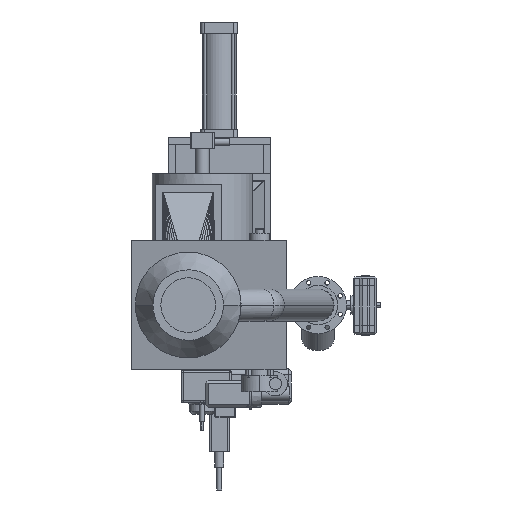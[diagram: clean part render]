
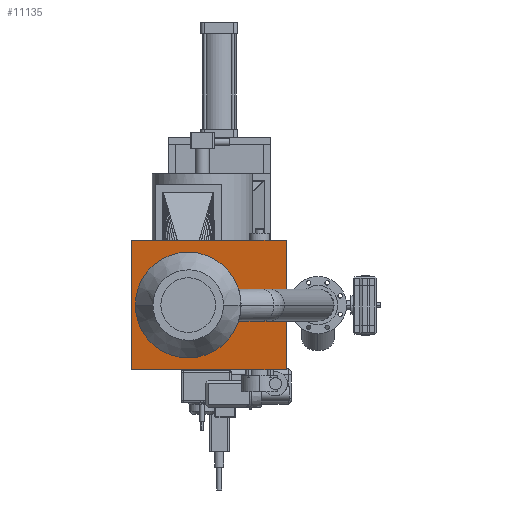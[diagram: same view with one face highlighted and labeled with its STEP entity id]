
A CAD part, front view. The second image highlights one B-rep face of the part: STEP entity #11135.
In plain terms, the highlighted planar face has unit normal (-0.204, -0.979, 0).
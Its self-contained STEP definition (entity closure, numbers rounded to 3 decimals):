
#400 = LINE ( 'NONE', #15477, #29688 ) ;
#555 =( BOUNDED_CURVE ( )  B_SPLINE_CURVE ( 3, ( #6826, #9830, #9976, #15628 ),
 .UNSPECIFIED., .F., .F. ) 
 B_SPLINE_CURVE_WITH_KNOTS ( ( 4, 4 ),
 ( 1.571, 4.712 ),
 .UNSPECIFIED. ) 
 CURVE ( )  GEOMETRIC_REPRESENTATION_ITEM ( )  RATIONAL_B_SPLINE_CURVE ( ( 1., 0.333, 0.333, 1. ) ) 
 REPRESENTATION_ITEM ( '' )  );
#831 = VERTEX_POINT ( 'NONE', #30026 ) ;
#3537 = CARTESIAN_POINT ( 'NONE',  ( 0., -148.283, 136.5 ) ) ;
#4927 = CARTESIAN_POINT ( 'NONE',  ( 0., -148.283, 136.5 ) ) ;
#5150 = FACE_OUTER_BOUND ( 'NONE', #33148, .T. ) ;
#5639 = CARTESIAN_POINT ( 'NONE',  ( 489., -250., 322.5 ) ) ;
#6177 = EDGE_CURVE ( 'NONE', #11564, #12500, #32902, .T. ) ;
#6826 = CARTESIAN_POINT ( 'NONE',  ( 0., -148.283, 136.5 ) ) ;
#8339 = ORIENTED_EDGE ( 'NONE', *, *, #11045, .F. ) ;
#8743 = DIRECTION ( 'NONE',  ( -0.979, 0.204, 0. ) ) ;
#9830 = CARTESIAN_POINT ( 'NONE',  ( 273., -205.07, 136.5 ) ) ;
#9976 = CARTESIAN_POINT ( 'NONE',  ( 273., -205.07, -136.5 ) ) ;
#10047 = EDGE_CURVE ( 'NONE', #831, #25550, #400, .T. ) ;
#10539 = EDGE_CURVE ( 'NONE', #12500, #11564, #555, .T. ) ;
#11045 = EDGE_CURVE ( 'NONE', #26473, #831, #27735, .T. ) ;
#11135 = ADVANCED_FACE ( 'NONE', ( #22754, #5150 ), #29384, .F. ) ;
#11564 = VERTEX_POINT ( 'NONE', #13471 ) ;
#11841 = CARTESIAN_POINT ( 'NONE',  ( -285., -89., 322.5 ) ) ;
#12220 = VECTOR ( 'NONE', #27654, 1000. ) ;
#12500 = VERTEX_POINT ( 'NONE', #3537 ) ;
#12502 = VERTEX_POINT ( 'NONE', #23703 ) ;
#12720 = DIRECTION ( 'NONE',  ( -0.979, 0.204, 0. ) ) ;
#13471 = CARTESIAN_POINT ( 'NONE',  ( 0., -148.283, -136.5 ) ) ;
#14018 = ORIENTED_EDGE ( 'NONE', *, *, #31284, .T. ) ;
#15163 = ORIENTED_EDGE ( 'NONE', *, *, #24132, .F. ) ;
#15477 = CARTESIAN_POINT ( 'NONE',  ( -285., -89., -322.5 ) ) ;
#15628 = CARTESIAN_POINT ( 'NONE',  ( 0., -148.283, -136.5 ) ) ;
#16076 = DIRECTION ( 'NONE',  ( 0., 0., -1. ) ) ;
#16269 = CARTESIAN_POINT ( 'NONE',  ( -273., -91.496, 136.5 ) ) ;
#17237 = AXIS2_PLACEMENT_3D ( 'NONE', #23077, #25966, #8743 ) ;
#18455 = ORIENTED_EDGE ( 'NONE', *, *, #10539, .T. ) ;
#19167 = CARTESIAN_POINT ( 'NONE',  ( 0., -148.283, -136.5 ) ) ;
#19380 = LINE ( 'NONE', #30822, #12220 ) ;
#20336 = LINE ( 'NONE', #11841, #35715 ) ;
#20887 = CARTESIAN_POINT ( 'NONE',  ( 489., -250., -322.5 ) ) ;
#22754 = FACE_BOUND ( 'NONE', #35550, .T. ) ;
#23077 = CARTESIAN_POINT ( 'NONE',  ( -285., -89., -322.5 ) ) ;
#23703 = CARTESIAN_POINT ( 'NONE',  ( -285., -89., 322.5 ) ) ;
#24132 = EDGE_CURVE ( 'NONE', #25550, #12502, #19380, .T. ) ;
#24437 = ORIENTED_EDGE ( 'NONE', *, *, #6177, .T. ) ;
#25550 = VERTEX_POINT ( 'NONE', #26301 ) ;
#25966 = DIRECTION ( 'NONE',  ( 0.204, 0.979, 0. ) ) ;
#26301 = CARTESIAN_POINT ( 'NONE',  ( -285., -89., -322.5 ) ) ;
#26473 = VERTEX_POINT ( 'NONE', #5639 ) ;
#26540 = DIRECTION ( 'NONE',  ( -0.979, 0.204, 0. ) ) ;
#27654 = DIRECTION ( 'NONE',  ( 0., 0., 1. ) ) ;
#27735 = LINE ( 'NONE', #20887, #34542 ) ;
#29384 = PLANE ( 'NONE',  #17237 ) ;
#29688 = VECTOR ( 'NONE', #12720, 1000. ) ;
#30026 = CARTESIAN_POINT ( 'NONE',  ( 489., -250., -322.5 ) ) ;
#30822 = CARTESIAN_POINT ( 'NONE',  ( -285., -89., -322.5 ) ) ;
#31284 = EDGE_CURVE ( 'NONE', #26473, #12502, #20336, .T. ) ;
#32902 =( BOUNDED_CURVE ( )  B_SPLINE_CURVE ( 3, ( #19167, #36853, #16269, #4927 ),
 .UNSPECIFIED., .F., .F. ) 
 B_SPLINE_CURVE_WITH_KNOTS ( ( 4, 4 ),
 ( 4.712, 7.854 ),
 .UNSPECIFIED. ) 
 CURVE ( )  GEOMETRIC_REPRESENTATION_ITEM ( )  RATIONAL_B_SPLINE_CURVE ( ( 1., 0.333, 0.333, 1. ) ) 
 REPRESENTATION_ITEM ( '' )  );
#33148 = EDGE_LOOP ( 'NONE', ( #14018, #15163, #36815, #8339 ) ) ;
#34542 = VECTOR ( 'NONE', #16076, 1000. ) ;
#35550 = EDGE_LOOP ( 'NONE', ( #18455, #24437 ) ) ;
#35715 = VECTOR ( 'NONE', #26540, 1000. ) ;
#36815 = ORIENTED_EDGE ( 'NONE', *, *, #10047, .F. ) ;
#36853 = CARTESIAN_POINT ( 'NONE',  ( -273., -91.496, -136.5 ) ) ;
